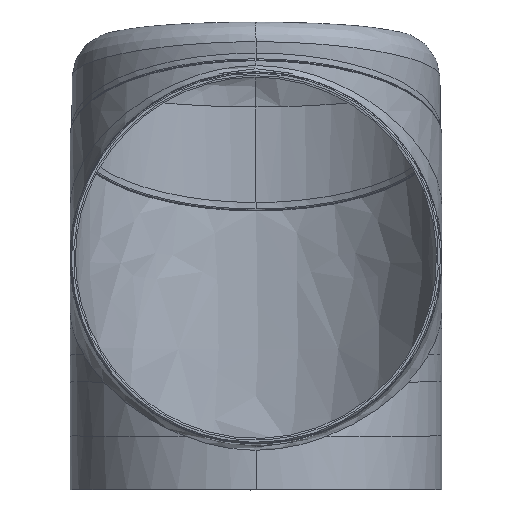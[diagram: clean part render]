
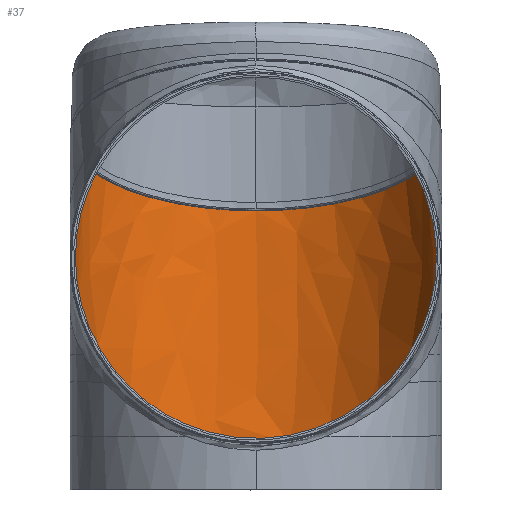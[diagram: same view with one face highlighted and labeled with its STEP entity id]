
A CAD part, top view. The second image highlights one B-rep face of the part: STEP entity #37.
In plain terms, the highlighted free-form (B-spline) face has degree [2, 1] with [5, 2] control points.
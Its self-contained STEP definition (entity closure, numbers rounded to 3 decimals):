
#37=ADVANCED_FACE('',(#96),#860,.T.);
#96=FACE_OUTER_BOUND('',#157,.T.);
#157=EDGE_LOOP('',(#262,#263,#264,#265,#266,#267,#268,#269,#270,#271,#272,
#273,#274));
#262=ORIENTED_EDGE('',*,*,#508,.T.);
#263=ORIENTED_EDGE('',*,*,#509,.F.);
#264=ORIENTED_EDGE('',*,*,#510,.T.);
#265=ORIENTED_EDGE('',*,*,#591,.T.);
#266=ORIENTED_EDGE('',*,*,#595,.T.);
#267=ORIENTED_EDGE('',*,*,#598,.T.);
#268=ORIENTED_EDGE('',*,*,#601,.T.);
#269=ORIENTED_EDGE('',*,*,#511,.T.);
#270=ORIENTED_EDGE('',*,*,#512,.T.);
#271=ORIENTED_EDGE('',*,*,#612,.T.);
#272=ORIENTED_EDGE('',*,*,#609,.T.);
#273=ORIENTED_EDGE('',*,*,#606,.T.);
#274=ORIENTED_EDGE('',*,*,#603,.T.);
#508=EDGE_CURVE('',#787,#785,#696,.T.);
#509=EDGE_CURVE('',#784,#785,#697,.T.);
#510=EDGE_CURVE('',#784,#823,#628,.T.);
#511=EDGE_CURVE('',#788,#789,#698,.T.);
#512=EDGE_CURVE('',#789,#838,#629,.T.);
#591=EDGE_CURVE('',#823,#825,#660,.T.);
#595=EDGE_CURVE('',#825,#827,#663,.T.);
#598=EDGE_CURVE('',#827,#829,#665,.T.);
#601=EDGE_CURVE('',#829,#788,#667,.T.);
#603=EDGE_CURVE('',#832,#787,#668,.T.);
#606=EDGE_CURVE('',#834,#832,#670,.T.);
#609=EDGE_CURVE('',#836,#834,#672,.T.);
#612=EDGE_CURVE('',#838,#836,#674,.T.);
#628=B_SPLINE_CURVE_WITH_KNOTS('',1,(#4284,#4285),.UNSPECIFIED.,.F.,.F.,
(2,2),(0.,46.43),.UNSPECIFIED.);
#629=B_SPLINE_CURVE_WITH_KNOTS('',1,(#4291,#4292),.UNSPECIFIED.,.F.,.F.,
(2,2),(0.,13.134),.UNSPECIFIED.);
#660=B_SPLINE_CURVE_WITH_KNOTS('',1,(#5441,#5442),.UNSPECIFIED.,.F.,.F.,
(2,2),(46.43,53.114),.UNSPECIFIED.);
#663=B_SPLINE_CURVE_WITH_KNOTS('',1,(#5492,#5493),.UNSPECIFIED.,.F.,.F.,
(2,2),(53.114,59.663),.UNSPECIFIED.);
#665=B_SPLINE_CURVE_WITH_KNOTS('',1,(#5513,#5514),.UNSPECIFIED.,.F.,.F.,
(2,2),(59.663,72.801),.UNSPECIFIED.);
#667=B_SPLINE_CURVE_WITH_KNOTS('',1,(#5546,#5547),.UNSPECIFIED.,.F.,.F.,
(2,2),(72.801,85.935),.UNSPECIFIED.);
#668=B_SPLINE_CURVE_WITH_KNOTS('',1,(#5555,#5556),.UNSPECIFIED.,.F.,.F.,
(2,2),(39.504,85.935),.UNSPECIFIED.);
#670=B_SPLINE_CURVE_WITH_KNOTS('',1,(#5578,#5579),.UNSPECIFIED.,.F.,.F.,
(2,2),(32.822,39.504),.UNSPECIFIED.);
#672=B_SPLINE_CURVE_WITH_KNOTS('',1,(#5603,#5604),.UNSPECIFIED.,.F.,.F.,
(2,2),(26.272,32.822),.UNSPECIFIED.);
#674=B_SPLINE_CURVE_WITH_KNOTS('',1,(#5634,#5635),.UNSPECIFIED.,.F.,.F.,
(2,2),(13.134,26.272),.UNSPECIFIED.);
#696=(
BOUNDED_CURVE()
B_SPLINE_CURVE(3,(#4276,#4277,#4278,#4279),.UNSPECIFIED.,.F.,.F.)
B_SPLINE_CURVE_WITH_KNOTS((4,4),(0.,82.179),.UNSPECIFIED.)
CURVE()
GEOMETRIC_REPRESENTATION_ITEM()
RATIONAL_B_SPLINE_CURVE((1.,0.805,0.805,1.))
REPRESENTATION_ITEM('')
);
#697=(
BOUNDED_CURVE()
B_SPLINE_CURVE(3,(#4280,#4281,#4282,#4283),.UNSPECIFIED.,.F.,.F.)
B_SPLINE_CURVE_WITH_KNOTS((4,4),(-82.179,0.),.UNSPECIFIED.)
CURVE()
GEOMETRIC_REPRESENTATION_ITEM()
RATIONAL_B_SPLINE_CURVE((1.,0.805,0.805,1.))
REPRESENTATION_ITEM('')
);
#698=(
BOUNDED_CURVE()
B_SPLINE_CURVE(2,(#4286,#4287,#4288,#4289,#4290),.UNSPECIFIED.,.F.,.F.)
B_SPLINE_CURVE_WITH_KNOTS((3,2,3),(0.,70.686,141.372),
 .UNSPECIFIED.)
CURVE()
GEOMETRIC_REPRESENTATION_ITEM()
RATIONAL_B_SPLINE_CURVE((1.,0.707,1.,0.707,1.))
REPRESENTATION_ITEM('')
);
#784=VERTEX_POINT('',#4112);
#785=VERTEX_POINT('',#4113);
#787=VERTEX_POINT('',#4115);
#788=VERTEX_POINT('',#4116);
#789=VERTEX_POINT('',#4117);
#823=VERTEX_POINT('',#4151);
#825=VERTEX_POINT('',#4153);
#827=VERTEX_POINT('',#4155);
#829=VERTEX_POINT('',#4157);
#832=VERTEX_POINT('',#4160);
#834=VERTEX_POINT('',#4162);
#836=VERTEX_POINT('',#4164);
#838=VERTEX_POINT('',#4166);
#860=(
BOUNDED_SURFACE()
B_SPLINE_SURFACE(2,1,((#1371,#1372),(#1373,#1374),(#1375,#1376),(#1377,
#1378),(#1379,#1380)),.UNSPECIFIED.,.F.,.F.,.F.)
B_SPLINE_SURFACE_WITH_KNOTS((3,2,3),(2,2),(70.686,141.372,
212.058),(8.594,94.529),.UNSPECIFIED.)
GEOMETRIC_REPRESENTATION_ITEM()
RATIONAL_B_SPLINE_SURFACE(((1.,1.),(0.707,0.707),
(1.,1.),(0.707,0.707),(1.,1.)))
REPRESENTATION_ITEM('')
SURFACE()
);
#1371=CARTESIAN_POINT('',(45.,-144.515,1484.485));
#1372=CARTESIAN_POINT('',(45.,-230.18,1484.485));
#1373=CARTESIAN_POINT('',(45.,-144.576,1529.485));
#1374=CARTESIAN_POINT('',(45.,-230.18,1529.485));
#1375=CARTESIAN_POINT('',(0.,-144.588,1529.485));
#1376=CARTESIAN_POINT('',(0.,-230.18,1529.485));
#1377=CARTESIAN_POINT('',(-45.,-144.576,1529.485));
#1378=CARTESIAN_POINT('',(-45.,-230.18,1529.485));
#1379=CARTESIAN_POINT('',(-45.,-144.515,1484.485));
#1380=CARTESIAN_POINT('',(-45.,-230.18,1484.485));
#4112=CARTESIAN_POINT('',(-45.,-144.515,1484.485));
#4113=CARTESIAN_POINT('',(0.,-162.615,1529.485));
#4115=CARTESIAN_POINT('',(45.,-144.515,1484.485));
#4116=CARTESIAN_POINT('',(-45.,-230.18,1484.485));
#4117=CARTESIAN_POINT('',(45.,-230.18,1484.485));
#4151=CARTESIAN_POINT('',(-45.,-190.799,1484.485));
#4153=CARTESIAN_POINT('',(-45.,-197.462,1484.485));
#4155=CARTESIAN_POINT('',(-45.,-203.991,1484.485));
#4157=CARTESIAN_POINT('',(-45.,-217.087,1484.485));
#4160=CARTESIAN_POINT('',(45.,-190.8,1484.485));
#4162=CARTESIAN_POINT('',(45.,-197.462,1484.485));
#4164=CARTESIAN_POINT('',(45.,-203.991,1484.485));
#4166=CARTESIAN_POINT('',(45.,-217.087,1484.485));
#4276=CARTESIAN_POINT('',(45.,-144.515,1484.485));
#4277=CARTESIAN_POINT('',(45.,-155.118,1510.845));
#4278=CARTESIAN_POINT('',(26.36,-162.615,1529.485));
#4279=CARTESIAN_POINT('',(0.,-162.615,1529.485));
#4280=CARTESIAN_POINT('',(-45.,-144.515,1484.485));
#4281=CARTESIAN_POINT('',(-45.,-155.118,1510.845));
#4282=CARTESIAN_POINT('',(-26.36,-162.615,1529.485));
#4283=CARTESIAN_POINT('',(0.,-162.615,1529.485));
#4284=CARTESIAN_POINT('',(-45.,-144.515,1484.485));
#4285=CARTESIAN_POINT('',(-45.,-190.799,1484.485));
#4286=CARTESIAN_POINT('',(-45.,-230.18,1484.485));
#4287=CARTESIAN_POINT('',(-45.,-230.18,1529.485));
#4288=CARTESIAN_POINT('',(0.,-230.18,1529.485));
#4289=CARTESIAN_POINT('',(45.,-230.18,1529.485));
#4290=CARTESIAN_POINT('',(45.,-230.18,1484.485));
#4291=CARTESIAN_POINT('',(45.,-230.18,1484.485));
#4292=CARTESIAN_POINT('',(45.,-217.087,1484.485));
#5441=CARTESIAN_POINT('',(-45.,-190.799,1484.485));
#5442=CARTESIAN_POINT('',(-45.,-197.462,1484.485));
#5492=CARTESIAN_POINT('',(-45.,-197.462,1484.485));
#5493=CARTESIAN_POINT('',(-45.,-203.991,1484.485));
#5513=CARTESIAN_POINT('',(-45.,-203.991,1484.485));
#5514=CARTESIAN_POINT('',(-45.,-217.087,1484.485));
#5546=CARTESIAN_POINT('',(-45.,-217.087,1484.485));
#5547=CARTESIAN_POINT('',(-45.,-230.18,1484.485));
#5555=CARTESIAN_POINT('',(45.,-190.8,1484.485));
#5556=CARTESIAN_POINT('',(45.,-144.515,1484.485));
#5578=CARTESIAN_POINT('',(45.,-197.462,1484.485));
#5579=CARTESIAN_POINT('',(45.,-190.8,1484.485));
#5603=CARTESIAN_POINT('',(45.,-203.991,1484.485));
#5604=CARTESIAN_POINT('',(45.,-197.462,1484.485));
#5634=CARTESIAN_POINT('',(45.,-217.087,1484.485));
#5635=CARTESIAN_POINT('',(45.,-203.991,1484.485));
